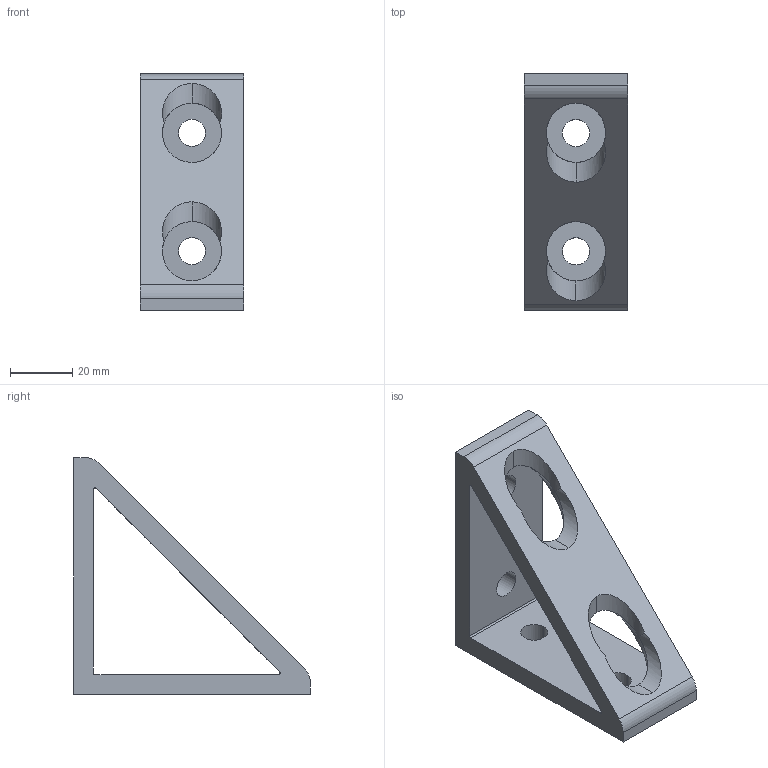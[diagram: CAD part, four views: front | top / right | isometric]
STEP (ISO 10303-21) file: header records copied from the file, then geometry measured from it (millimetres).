
FILE_DESCRIPTION((''),'2;1');
FILE_NAME('15CB4842.stp','2006-03-13T15:40:28',('Shawn Mantel'),('Faztek, LLC'),'Mechanical Desktop 2005','Mechanical Desktop 2005',', , ');
FILE_SCHEMA(('CONFIG_CONTROL_DESIGN'));
Length unit declared in the file: inch
Products named in the file (1): Product
Bounding box: 33.27 x 76.2 x 76.2 mm (x, y, z)
Volume: 42820.7 mm3; surface area: 17915.3 mm2
Topology: 1 solids, 1 shells, 43 faces, 121 edges, 78 vertices
Faces by surface type: cylinder 33, plane 10
Entity records: 1614 total; most frequent: CARTESIAN_POINT 329, DIRECTION 267, ORIENTED_EDGE 242, EDGE_CURVE 121, AXIS2_PLACEMENT_3D 108, VERTEX_POINT 78, EDGE_LOOP 55, VECTOR 51
